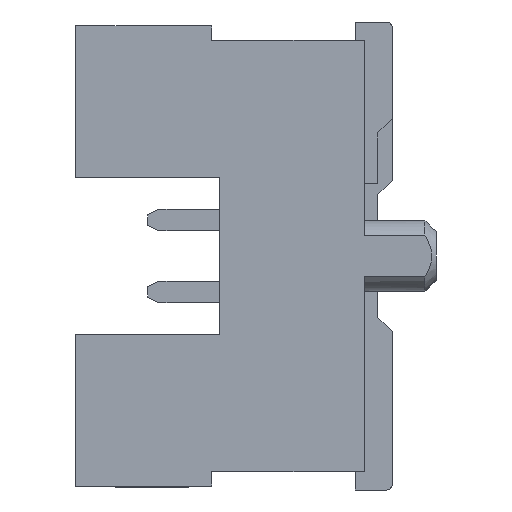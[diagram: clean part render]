
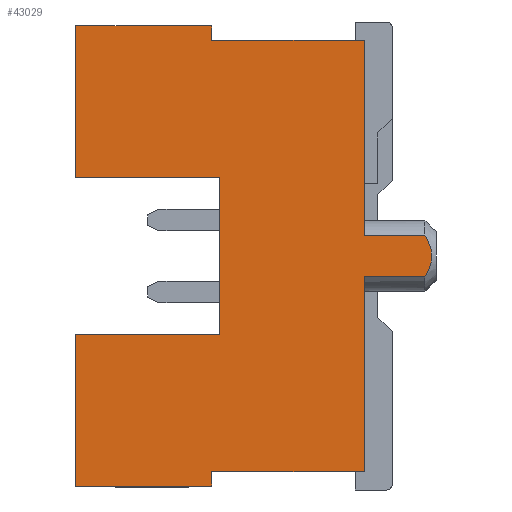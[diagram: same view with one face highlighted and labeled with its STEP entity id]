
A CAD part, left-side view. The second image highlights one B-rep face of the part: STEP entity #43029.
In plain terms, the highlighted planar face has unit normal (-1, 0, 0).
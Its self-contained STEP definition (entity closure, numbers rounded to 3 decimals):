
#2747=DIRECTION('',(0.,1.,0.));
#2748=VECTOR('',#2747,2.54);
#2749=CARTESIAN_POINT('',(-17.145,2.56,-1.395));
#2750=LINE('',#2749,#2748);
#2968=DIRECTION('',(0.,1.,0.));
#2969=VECTOR('',#2968,2.7);
#2970=CARTESIAN_POINT('',(-17.145,0.,3.81));
#2971=LINE('',#2970,#2969);
#2980=DIRECTION('',(0.,0.,1.));
#2981=VECTOR('',#2980,0.255);
#2982=CARTESIAN_POINT('',(-17.145,2.7,3.81));
#2983=LINE('',#2982,#2981);
#2996=DIRECTION('',(0.,-1.,0.));
#2997=VECTOR('',#2996,2.4);
#2998=CARTESIAN_POINT('',(-17.145,5.1,4.065));
#2999=LINE('',#2998,#2997);
#3000=DIRECTION('',(0.,0.,1.));
#3001=VECTOR('',#3000,3.44);
#3002=CARTESIAN_POINT('',(-17.145,0.,-3.81));
#3003=LINE('',#3002,#3001);
#3004=DIRECTION('',(0.,0.,-1.));
#3005=VECTOR('',#3004,2.67);
#3006=CARTESIAN_POINT('',(-17.145,5.1,-1.395));
#3007=LINE('',#3006,#3005);
#3008=DIRECTION('',(0.,-1.,0.));
#3009=VECTOR('',#3008,2.54);
#3010=CARTESIAN_POINT('',(-17.145,5.1,1.395));
#3011=LINE('',#3010,#3009);
#3012=DIRECTION('',(0.,0.,-1.));
#3013=VECTOR('',#3012,2.67);
#3014=CARTESIAN_POINT('',(-17.145,5.1,4.065));
#3015=LINE('',#3014,#3013);
#3016=DIRECTION('',(0.,0.,1.));
#3017=VECTOR('',#3016,3.44);
#3018=CARTESIAN_POINT('',(-17.145,0.,0.37));
#3019=LINE('',#3018,#3017);
#3038=DIRECTION('',(0.,1.,0.));
#3039=VECTOR('',#3038,1.07);
#3040=CARTESIAN_POINT('',(-17.145,-1.07,
0.37));
#3041=LINE('',#3040,#3039);
#3042=DIRECTION('',(0.,-1.,0.));
#3043=VECTOR('',#3042,1.07);
#3044=CARTESIAN_POINT('',(-17.145,0.,-0.37));
#3045=LINE('',#3044,#3043);
#3058=CARTESIAN_POINT('',(-17.145,-1.07,
-0.37));
#3059=CARTESIAN_POINT('',(-17.145,-1.097,
-0.325));
#3060=CARTESIAN_POINT('',(-17.145,-1.141,
-0.237));
#3061=CARTESIAN_POINT('',(-17.145,-1.182,
-0.115));
#3062=CARTESIAN_POINT('',(-17.145,-1.194,
0.));
#3063=CARTESIAN_POINT('',(-17.145,-1.182,
0.115));
#3064=CARTESIAN_POINT('',(-17.145,-1.141,
0.237));
#3065=CARTESIAN_POINT('',(-17.145,-1.097,
0.325));
#3066=CARTESIAN_POINT('',(-17.145,-1.07,
0.37));
#3101=DIRECTION('',(0.,-1.,0.));
#3102=VECTOR('',#3101,2.7);
#3103=CARTESIAN_POINT('',(-17.145,2.7,-3.81));
#3104=LINE('',#3103,#3102);
#3129=DIRECTION('',(0.,0.,1.));
#3130=VECTOR('',#3129,0.255);
#3131=CARTESIAN_POINT('',(-17.145,2.7,-4.065));
#3132=LINE('',#3131,#3130);
#3141=DIRECTION('',(0.,1.,0.));
#3142=VECTOR('',#3141,2.4);
#3143=CARTESIAN_POINT('',(-17.145,2.7,-4.065));
#3144=LINE('',#3143,#3142);
#4585=DIRECTION('',(0.,0.,-1.));
#4586=VECTOR('',#4585,2.79);
#4587=CARTESIAN_POINT('',(-17.145,2.56,1.395));
#4588=LINE('',#4587,#4586);
#35779=CARTESIAN_POINT('',(-17.145,0.,3.81));
#35780=VERTEX_POINT('',#35779);
#35781=CARTESIAN_POINT('',(-17.145,0.,0.37));
#35782=VERTEX_POINT('',#35781);
#35783=CARTESIAN_POINT('',(-17.145,0.,-0.37));
#35784=VERTEX_POINT('',#35783);
#35785=CARTESIAN_POINT('',(-17.145,0.,-3.81));
#35786=VERTEX_POINT('',#35785);
#36629=CARTESIAN_POINT('',(-17.145,5.1,4.065));
#36630=VERTEX_POINT('',#36629);
#36631=CARTESIAN_POINT('',(-17.145,5.1,1.395));
#36632=VERTEX_POINT('',#36631);
#36635=CARTESIAN_POINT('',(-17.145,5.1,-1.395));
#36636=VERTEX_POINT('',#36635);
#36637=CARTESIAN_POINT('',(-17.145,5.1,-4.065));
#36638=VERTEX_POINT('',#36637);
#36651=CARTESIAN_POINT('',(-17.145,2.56,1.395));
#36652=VERTEX_POINT('',#36651);
#36653=CARTESIAN_POINT('',(-17.145,-1.07,
0.37));
#36654=VERTEX_POINT('',#36653);
#36655=VERTEX_POINT('',#3058);
#36656=CARTESIAN_POINT('',(-17.145,2.7,-3.81));
#36657=VERTEX_POINT('',#36656);
#36658=CARTESIAN_POINT('',(-17.145,2.7,-4.065));
#36659=VERTEX_POINT('',#36658);
#36660=CARTESIAN_POINT('',(-17.145,2.56,-1.395));
#36661=VERTEX_POINT('',#36660);
#36662=CARTESIAN_POINT('',(-17.145,2.7,4.065));
#36663=VERTEX_POINT('',#36662);
#36664=CARTESIAN_POINT('',(-17.145,2.7,3.81));
#36665=VERTEX_POINT('',#36664);
#42999=CARTESIAN_POINT('',(-17.145,1.954,0.));
#43000=DIRECTION('',(1.,0.,0.));
#43001=DIRECTION('',(0.,0.,1.));
#43002=AXIS2_PLACEMENT_3D('',#42999,#43000,#43001);
#43003=PLANE('',#43002);
#43005=ORIENTED_EDGE('',*,*,#43004,.F.);
#43007=ORIENTED_EDGE('',*,*,#43006,.F.);
#43009=ORIENTED_EDGE('',*,*,#43008,.F.);
#43010=ORIENTED_EDGE('',*,*,#39985,.F.);
#43012=ORIENTED_EDGE('',*,*,#43011,.F.);
#43014=ORIENTED_EDGE('',*,*,#43013,.F.);
#43016=ORIENTED_EDGE('',*,*,#43015,.T.);
#43017=ORIENTED_EDGE('',*,*,#42653,.F.);
#43018=ORIENTED_EDGE('',*,*,#42691,.F.);
#43020=ORIENTED_EDGE('',*,*,#43019,.F.);
#43021=ORIENTED_EDGE('',*,*,#42740,.F.);
#43022=ORIENTED_EDGE('',*,*,#42764,.F.);
#43023=ORIENTED_EDGE('',*,*,#42994,.T.);
#43024=ORIENTED_EDGE('',*,*,#42981,.F.);
#43025=ORIENTED_EDGE('',*,*,#42967,.F.);
#43026=ORIENTED_EDGE('',*,*,#39989,.F.);
#43027=EDGE_LOOP('',(#43005,#43007,#43009,#43010,#43012,#43014,#43016,#43017,
#43018,#43020,#43021,#43022,#43023,#43024,#43025,#43026));
#43028=FACE_OUTER_BOUND('',#43027,.F.);
#43029=ADVANCED_FACE('',(#43028),#43003,.F.);
#3067=B_SPLINE_CURVE_WITH_KNOTS('',3,(#3058,#3059,#3060,#3061,#3062,#3063,#3064,
#3065,#3066),.UNSPECIFIED.,.F.,.F.,(4,1,1,1,1,1,4),(0.,0.167,
0.333,0.5,0.667,0.833,1.),
.UNSPECIFIED.);
#39985=EDGE_CURVE('',#35786,#35784,#3003,.T.);
#39989=EDGE_CURVE('',#35782,#35780,#3019,.T.);
#42653=EDGE_CURVE('',#36636,#36638,#3007,.T.);
#42691=EDGE_CURVE('',#36661,#36636,#2750,.T.);
#42740=EDGE_CURVE('',#36632,#36652,#3011,.T.);
#42764=EDGE_CURVE('',#36630,#36632,#3015,.T.);
#42967=EDGE_CURVE('',#35780,#36665,#2971,.T.);
#42981=EDGE_CURVE('',#36665,#36663,#2983,.T.);
#42994=EDGE_CURVE('',#36630,#36663,#2999,.T.);
#43004=EDGE_CURVE('',#36654,#35782,#3041,.T.);
#43006=EDGE_CURVE('',#36655,#36654,#3067,.T.);
#43008=EDGE_CURVE('',#35784,#36655,#3045,.T.);
#43011=EDGE_CURVE('',#36657,#35786,#3104,.T.);
#43013=EDGE_CURVE('',#36659,#36657,#3132,.T.);
#43015=EDGE_CURVE('',#36659,#36638,#3144,.T.);
#43019=EDGE_CURVE('',#36652,#36661,#4588,.T.);
